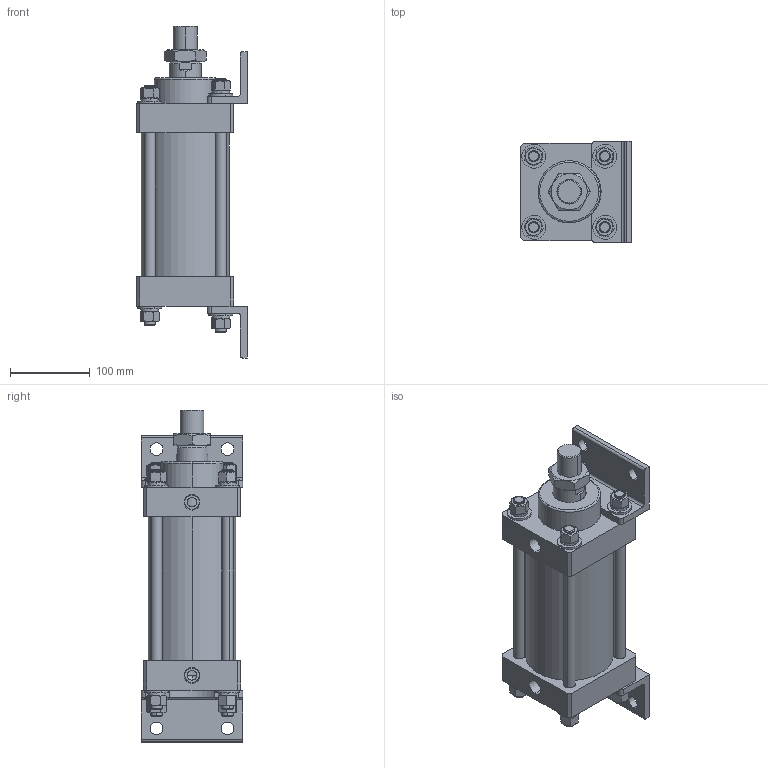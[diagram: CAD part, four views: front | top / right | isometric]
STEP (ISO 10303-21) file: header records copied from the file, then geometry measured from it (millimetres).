
FILE_DESCRIPTION (( 'STEP AP203' ), '1' );
FILE_NAME ('MOB-100-40-100-LB.STEP', '2021-04-28T05:39:54', ( '微软用户' ), ( '微软中国' ), 'SwSTEP 2.0', 'SolidWorks 2012', '' );
FILE_SCHEMA (( 'CONFIG_CONTROL_DESIGN' ));
Length unit declared in the file: millimetre
Products named in the file (12): MOB-100-40-100綴裔; MOB-100-40-100掛极; MOB-100-40-100前盖; MOB-100-40-100活塞杆; MOB-100-40-100嶺裝; hex nuts 1-fine pitch-grades ab gb_GB_FASTENER_NUT_SNAB1XY M14X1.5-C; spring lock washers--normal type gb_GB_FASTENER_WASHER_SW 14; hex thin nuts grades ab gb_GB_FASTENER_NUT_STNABTT  B M30X2.0-N; plain washers--product grade c gb_GB_FASTENER_WASHER_SMWC 16; MOB-100-40-100-LB嶺裝; MOB-100-40-100-LB褐釱; MOB-100-40-100-LB
Assembly tree (35 placements, depth 2):
  MOB-100-40-100-LB
    MOB-100-40-100綴裔
    MOB-100-40-100掛极
    MOB-100-40-100前盖
    MOB-100-40-100活塞杆
    MOB-100-40-100嶺裝  x2
    hex nuts 1-fine pitch-grades ab gb_GB_FASTENER_NUT_SNAB1XY M14X1.5-C  x8
    spring lock washers--normal type gb_GB_FASTENER_WASHER_SW 14  x8
    hex thin nuts grades ab gb_GB_FASTENER_NUT_STNABTT  B M30X2.0-N
    plain washers--product grade c gb_GB_FASTENER_WASHER_SMWC 16  x8
    MOB-100-40-100-LB嶺裝  x2
    MOB-100-40-100-LB褐釱  x2
Bounding box: 139 x 127 x 416 mm (x, y, z)
Volume: 2559140.4 mm3; surface area: 479559.2 mm2
Topology: 35 solids, 35 shells, 490 faces, 1111 edges, 701 vertices
Faces by surface type: plane 186, cylinder 180, cone 114, torus 10
Entity records: 8595 total; most frequent: CARTESIAN_POINT 1545, DIRECTION 1182, ORIENTED_EDGE 982, EDGE_CURVE 491, AXIS2_PLACEMENT_3D 481, VERTEX_POINT 309, EDGE_LOOP 262, CIRCLE 229
